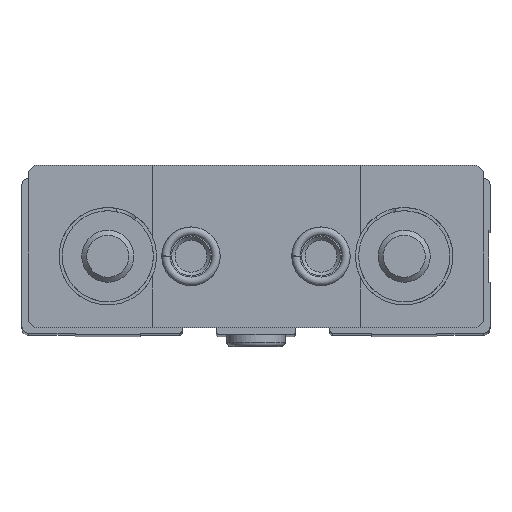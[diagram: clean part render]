
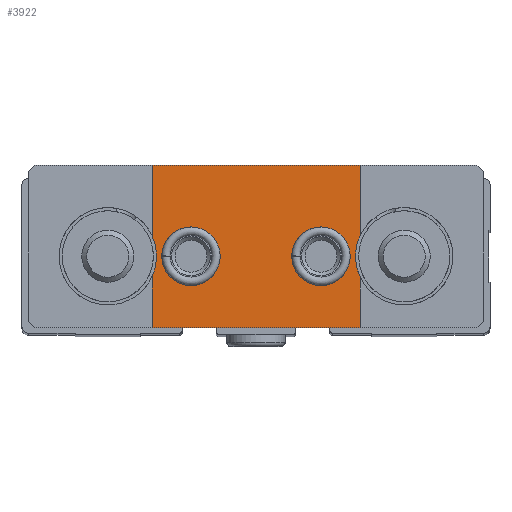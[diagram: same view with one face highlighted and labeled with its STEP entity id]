
A CAD part, top view. The second image highlights one B-rep face of the part: STEP entity #3922.
In plain terms, the highlighted planar face has unit normal (0, 0, 1).
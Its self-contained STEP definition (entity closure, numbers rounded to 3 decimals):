
#142=PLANE('',#4382);
#419=CIRCLE('',#4383,4.5);
#420=CIRCLE('',#4384,4.5);
#421=CIRCLE('',#4385,7.5);
#422=CIRCLE('',#4386,7.5);
#1194=ORIENTED_EDGE('',*,*,#1895,.F.);
#1195=ORIENTED_EDGE('',*,*,#1896,.F.);
#1196=ORIENTED_EDGE('',*,*,#1847,.T.);
#1197=ORIENTED_EDGE('',*,*,#1897,.T.);
#1198=ORIENTED_EDGE('',*,*,#1849,.T.);
#1199=ORIENTED_EDGE('',*,*,#1883,.T.);
#1200=ORIENTED_EDGE('',*,*,#1863,.T.);
#1201=ORIENTED_EDGE('',*,*,#1898,.T.);
#1202=ORIENTED_EDGE('',*,*,#1865,.T.);
#1203=ORIENTED_EDGE('',*,*,#1889,.T.);
#1847=EDGE_CURVE('',#2282,#2281,#2594,.T.);
#1849=EDGE_CURVE('',#2283,#2284,#2596,.T.);
#1863=EDGE_CURVE('',#2297,#2296,#2606,.T.);
#1865=EDGE_CURVE('',#2298,#2299,#2608,.T.);
#1883=EDGE_CURVE('',#2284,#2297,#2620,.T.);
#1889=EDGE_CURVE('',#2299,#2282,#2626,.T.);
#1895=EDGE_CURVE('',#2319,#2319,#419,.T.);
#1896=EDGE_CURVE('',#2320,#2320,#420,.T.);
#1897=EDGE_CURVE('',#2281,#2283,#421,.F.);
#1898=EDGE_CURVE('',#2296,#2298,#422,.F.);
#2281=VERTEX_POINT('',#6512);
#2282=VERTEX_POINT('',#6514);
#2283=VERTEX_POINT('',#6518);
#2284=VERTEX_POINT('',#6519);
#2296=VERTEX_POINT('',#6562);
#2297=VERTEX_POINT('',#6564);
#2298=VERTEX_POINT('',#6568);
#2299=VERTEX_POINT('',#6569);
#2319=VERTEX_POINT('',#6641);
#2320=VERTEX_POINT('',#6643);
#2594=LINE('',#6513,#2865);
#2596=LINE('',#6517,#2867);
#2606=LINE('',#6563,#2877);
#2608=LINE('',#6567,#2879);
#2620=LINE('',#6618,#2891);
#2626=LINE('',#6629,#2897);
#2865=VECTOR('',#5319,1000.);
#2867=VECTOR('',#5323,1000.);
#2877=VECTOR('',#5343,1000.);
#2879=VECTOR('',#5347,1000.);
#2891=VECTOR('',#5373,1000.);
#2897=VECTOR('',#5383,1000.);
#3175=EDGE_LOOP('',(#1194));
#3176=EDGE_LOOP('',(#1195));
#3177=EDGE_LOOP('',(#1196,#1197,#1198,#1199,#1200,#1201,#1202,#1203));
#3549=FACE_BOUND('',#3175,.T.);
#3550=FACE_BOUND('',#3176,.T.);
#3551=FACE_BOUND('',#3177,.T.);
#3922=ADVANCED_FACE('',(#3549,#3550,#3551),#142,.T.);
#4382=AXIS2_PLACEMENT_3D('',#6639,#5391,#5392);
#4383=AXIS2_PLACEMENT_3D('',#6640,#5393,#5394);
#4384=AXIS2_PLACEMENT_3D('',#6642,#5395,#5396);
#4385=AXIS2_PLACEMENT_3D('',#6644,#5397,#5398);
#4386=AXIS2_PLACEMENT_3D('',#6645,#5399,#5400);
#5319=DIRECTION('',(0.,1.,0.));
#5323=DIRECTION('',(0.,1.,0.));
#5343=DIRECTION('',(0.,-1.,0.));
#5347=DIRECTION('',(0.,-1.,0.));
#5373=DIRECTION('',(-1.,0.,0.));
#5383=DIRECTION('',(1.,0.,0.));
#5391=DIRECTION('',(0.,0.,1.));
#5392=DIRECTION('',(1.,0.,0.));
#5393=DIRECTION('',(0.,0.,1.));
#5394=DIRECTION('',(1.,0.,0.));
#5395=DIRECTION('',(0.,0.,1.));
#5396=DIRECTION('',(1.,0.,0.));
#5397=DIRECTION('',(0.,0.,1.));
#5398=DIRECTION('',(1.,0.,0.));
#5399=DIRECTION('',(0.,0.,1.));
#5400=DIRECTION('',(1.,0.,0.));
#6512=CARTESIAN_POINT('',(16.,-3.164,22.));
#6513=CARTESIAN_POINT('',(16.,0.,22.));
#6514=CARTESIAN_POINT('',(16.,-11.,22.));
#6517=CARTESIAN_POINT('',(16.,0.,22.));
#6518=CARTESIAN_POINT('',(16.,3.164,22.));
#6519=CARTESIAN_POINT('',(16.,14.,22.));
#6562=CARTESIAN_POINT('',(-16.,3.164,22.));
#6563=CARTESIAN_POINT('',(-16.,0.,22.));
#6564=CARTESIAN_POINT('',(-16.,14.,22.));
#6567=CARTESIAN_POINT('',(-16.,0.,22.));
#6568=CARTESIAN_POINT('',(-16.,-3.164,22.));
#6569=CARTESIAN_POINT('',(-16.,-11.,22.));
#6618=CARTESIAN_POINT('',(35.,14.,22.));
#6629=CARTESIAN_POINT('',(-35.,-11.,22.));
#6639=CARTESIAN_POINT('',(0.,0.,22.));
#6640=CARTESIAN_POINT('',(-10.,0.,22.));
#6641=CARTESIAN_POINT('',(-5.5,0.,22.));
#6642=CARTESIAN_POINT('',(10.,0.,22.));
#6643=CARTESIAN_POINT('',(14.5,0.,22.));
#6644=CARTESIAN_POINT('',(22.8,0.,22.));
#6645=CARTESIAN_POINT('',(-22.8,0.,22.));
